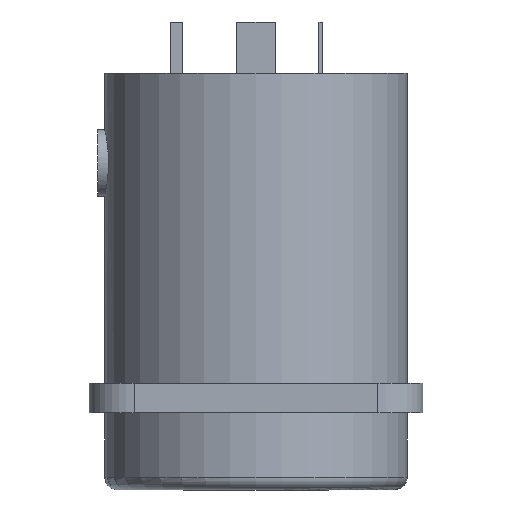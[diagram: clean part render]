
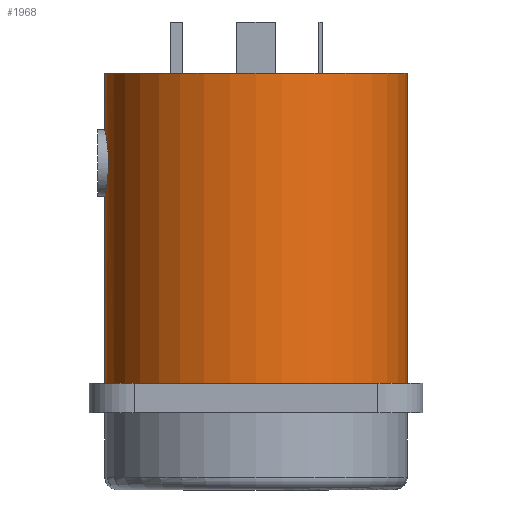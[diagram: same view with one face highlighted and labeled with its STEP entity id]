
A CAD part, front view. The second image highlights one B-rep face of the part: STEP entity #1968.
In plain terms, the highlighted cylindrical face has radius 11.8 mm (diameter 23.6 mm), a partial arc.
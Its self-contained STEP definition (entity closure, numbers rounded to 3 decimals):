
#482=CARTESIAN_POINT('',(0.,0.,2.3));
#483=DIRECTION('',(0.,0.,-1.));
#484=DIRECTION('',(1.,0.,0.));
#485=AXIS2_PLACEMENT_3D('',#482,#483,#484);
#578=CARTESIAN_POINT('',(-11.8,0.,22.1));
#596=CARTESIAN_POINT('',(-11.8,0.,16.9));
#601=DIRECTION('',(0.,0.,-1.));
#602=VECTOR('',#601,14.6);
#603=CARTESIAN_POINT('',(-11.8,0.,16.9));
#604=LINE('',#603,#602);
#608=DIRECTION('',(0.,0.,-1.));
#609=VECTOR('',#608,4.4);
#610=CARTESIAN_POINT('',(-11.8,0.,26.5));
#611=LINE('',#610,#609);
#674=CARTESIAN_POINT('',(-11.8,0.,16.9));
#675=CARTESIAN_POINT('',(-11.8,-0.171,16.9));
#676=CARTESIAN_POINT('',(-11.793,-0.506,
16.933));
#677=CARTESIAN_POINT('',(-11.761,-0.997,
17.081));
#678=CARTESIAN_POINT('',(-11.714,-1.446,17.319));
#679=CARTESIAN_POINT('',(-11.658,-1.84,17.64));
#680=CARTESIAN_POINT('',(-11.601,-2.165,18.03));
#681=CARTESIAN_POINT('',(-11.552,-2.409,18.478));
#682=CARTESIAN_POINT('',(-11.518,-2.563,18.97));
#683=CARTESIAN_POINT('',(-11.506,-2.617,19.486));
#684=CARTESIAN_POINT('',(-11.517,-2.569,20.));
#685=CARTESIAN_POINT('',(-11.55,-2.421,20.494));
#686=CARTESIAN_POINT('',(-11.598,-2.179,20.949));
#687=CARTESIAN_POINT('',(-11.655,-1.855,21.346));
#688=CARTESIAN_POINT('',(-11.712,-1.458,21.673));
#689=CARTESIAN_POINT('',(-11.76,-1.006,21.916));
#690=CARTESIAN_POINT('',(-11.792,-0.512,
22.066));
#691=CARTESIAN_POINT('',(-11.8,-0.173,22.1));
#692=CARTESIAN_POINT('',(-11.8,0.,22.1));
#697=DIRECTION('',(0.,0.,-1.));
#698=VECTOR('',#697,24.2);
#699=CARTESIAN_POINT('',(11.8,0.,26.5));
#700=LINE('',#699,#698);
#727=CARTESIAN_POINT('',(0.,0.,26.5));
#728=DIRECTION('',(0.,0.,-1.));
#729=DIRECTION('',(1.,0.,0.));
#730=AXIS2_PLACEMENT_3D('',#727,#728,#729);
#1425=CARTESIAN_POINT('',(-11.8,0.,26.5));
#1426=CARTESIAN_POINT('',(11.8,0.,26.5));
#1427=VERTEX_POINT('',#1425);
#1428=VERTEX_POINT('',#1426);
#1433=CARTESIAN_POINT('',(11.8,0.,2.3));
#1434=VERTEX_POINT('',#1433);
#1439=CARTESIAN_POINT('',(-11.8,0.,2.3));
#1440=VERTEX_POINT('',#1439);
#1561=VERTEX_POINT('',#578);
#1562=VERTEX_POINT('',#596);
#1954=CARTESIAN_POINT('',(0.,0.,26.5));
#1955=DIRECTION('',(0.,0.,-1.));
#1956=DIRECTION('',(-1.,0.,0.));
#1957=AXIS2_PLACEMENT_3D('',#1954,#1955,#1956);
#1958=CYLINDRICAL_SURFACE('',#1957,11.8);
#1959=ORIENTED_EDGE('',*,*,#1945,.T.);
#1960=ORIENTED_EDGE('',*,*,#1897,.F.);
#1962=ORIENTED_EDGE('',*,*,#1961,.F.);
#1963=ORIENTED_EDGE('',*,*,#1893,.T.);
#1964=ORIENTED_EDGE('',*,*,#1770,.T.);
#1965=ORIENTED_EDGE('',*,*,#1890,.F.);
#1966=EDGE_LOOP('',(#1959,#1960,#1962,#1963,#1964,#1965));
#1967=FACE_OUTER_BOUND('',#1966,.F.);
#486=CIRCLE('',#485,11.8);
#693=B_SPLINE_CURVE_WITH_KNOTS('',3,(#674,#675,#676,#677,#678,#679,#680,#681,
#682,#683,#684,#685,#686,#687,#688,#689,#690,#691,#692),.UNSPECIFIED.,.F.,.F.,
(4,1,1,1,1,1,1,1,1,1,1,1,1,1,1,1,4),(0.,0.063,0.125,0.188,0.25,
0.313,0.375,0.438,0.5,0.563,0.625,0.688,0.75,0.813,
0.875,0.938,1.),.UNSPECIFIED.);
#731=CIRCLE('',#730,11.8);
#1770=EDGE_CURVE('',#1434,#1440,#486,.T.);
#1890=EDGE_CURVE('',#1562,#1440,#604,.T.);
#1893=EDGE_CURVE('',#1428,#1434,#700,.T.);
#1897=EDGE_CURVE('',#1427,#1561,#611,.T.);
#1945=EDGE_CURVE('',#1562,#1561,#693,.T.);
#1961=EDGE_CURVE('',#1428,#1427,#731,.T.);
#1968=ADVANCED_FACE('',(#1967),#1958,.T.);
